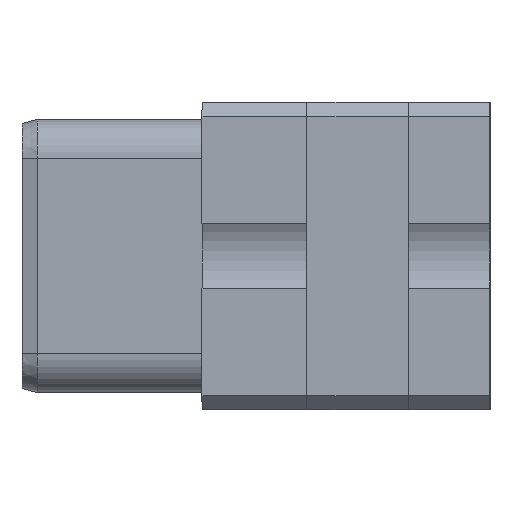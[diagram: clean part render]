
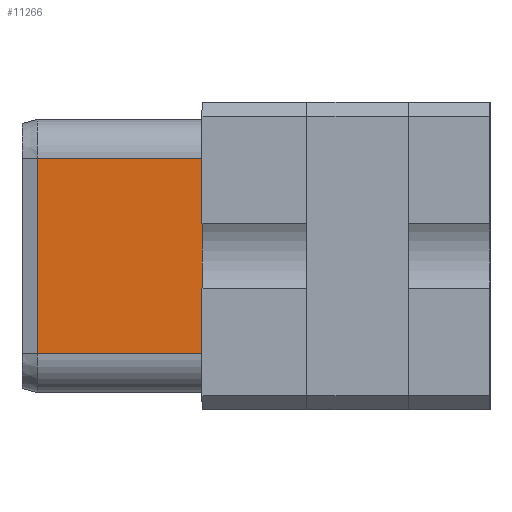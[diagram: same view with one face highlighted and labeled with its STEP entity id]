
A CAD part, left-side view. The second image highlights one B-rep face of the part: STEP entity #11266.
In plain terms, the highlighted planar face has unit normal (-1, 0, 0).
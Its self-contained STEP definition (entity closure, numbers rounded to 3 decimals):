
#390=DIRECTION('',(0.,0.,1.));
#391=VECTOR('',#390,9.61);
#392=CARTESIAN_POINT('',(-20.93,0.015,-4.805));
#393=LINE('',#392,#391);
#2810=DIRECTION('',(0.,0.,1.));
#2811=VECTOR('',#2810,9.61);
#2812=CARTESIAN_POINT('',(-20.93,8.112,-4.805));
#2813=LINE('',#2812,#2811);
#2823=DIRECTION('',(0.,1.,0.));
#2824=VECTOR('',#2823,8.097);
#2825=CARTESIAN_POINT('',(-20.93,0.015,4.805));
#2826=LINE('',#2825,#2824);
#2865=DIRECTION('',(0.,1.,0.));
#2866=VECTOR('',#2865,8.097);
#2867=CARTESIAN_POINT('',(-20.93,0.015,-4.805));
#2868=LINE('',#2867,#2866);
#6880=CARTESIAN_POINT('',(-20.93,0.015,-4.805));
#6882=VERTEX_POINT('',#6880);
#6885=CARTESIAN_POINT('',(-20.93,0.015,4.805));
#6887=VERTEX_POINT('',#6885);
#6912=CARTESIAN_POINT('',(-20.93,8.112,-4.805));
#6913=CARTESIAN_POINT('',(-20.93,8.112,4.805));
#6914=VERTEX_POINT('',#6912);
#6915=VERTEX_POINT('',#6913);
#11253=CARTESIAN_POINT('',(-20.93,0.,-6.705));
#11254=DIRECTION('',(-1.,0.,0.));
#11255=DIRECTION('',(0.,0.,1.));
#11256=AXIS2_PLACEMENT_3D('',#11253,#11254,#11255);
#11257=PLANE('',#11256);
#11258=ORIENTED_EDGE('',*,*,#11247,.T.);
#11260=ORIENTED_EDGE('',*,*,#11259,.F.);
#11261=ORIENTED_EDGE('',*,*,#8956,.F.);
#11263=ORIENTED_EDGE('',*,*,#11262,.T.);
#11264=EDGE_LOOP('',(#11258,#11260,#11261,#11263));
#11265=FACE_OUTER_BOUND('',#11264,.F.);
#11266=ADVANCED_FACE('',(#11265),#11257,.T.);
#8956=EDGE_CURVE('',#6882,#6887,#393,.T.);
#11247=EDGE_CURVE('',#6914,#6915,#2813,.T.);
#11259=EDGE_CURVE('',#6887,#6915,#2826,.T.);
#11262=EDGE_CURVE('',#6882,#6914,#2868,.T.);
